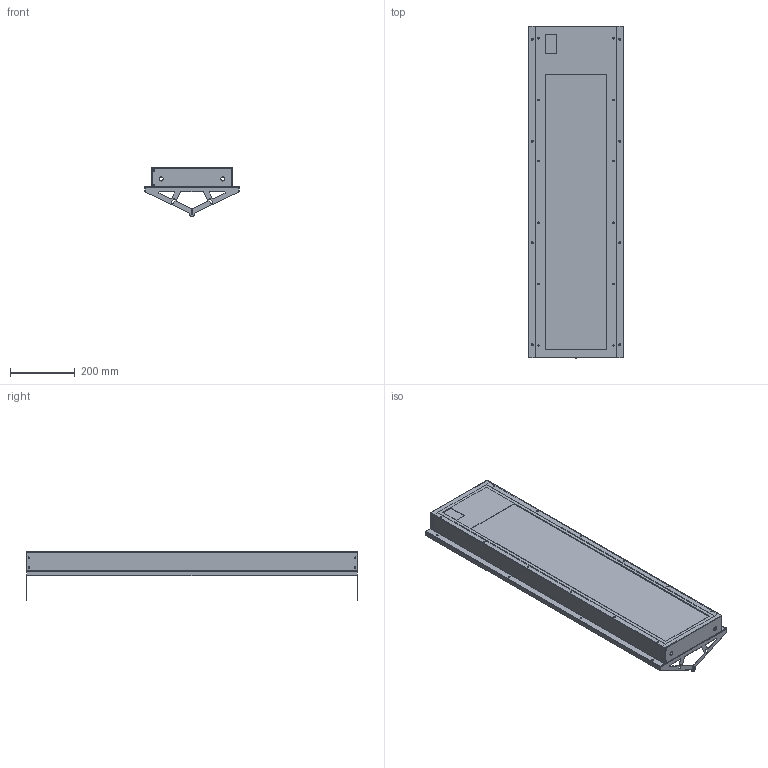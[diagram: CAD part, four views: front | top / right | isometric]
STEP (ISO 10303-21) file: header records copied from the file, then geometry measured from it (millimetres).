
FILE_DESCRIPTION (( 'STEP AP203' ), '1' );
FILE_NAME ('46009_LED_Hängeleuchte.STEP', '2023-05-16T10:51:08', ( '' ), ( '' ), 'SwSTEP 2.0', 'SolidWorks 2019', '' );
FILE_SCHEMA (( 'CONFIG_CONTROL_DESIGN' ));
Products named in the file (1): 46009_LED_Hängeleuchte
Bounding box: 290 x 1022.5 x 149.75 mm (x, y, z)
Surface area: 2582967.6 mm2 (no closed solid volume)
Topology: 0 solids, 15 shells, 3327 faces, 8793 edges, 5670 vertices
Faces by surface type: plane 2023, cylinder 891, bspline 265, cone 120, torus 20, sphere 8
Entity records: 118992 total; most frequent: CARTESIAN_POINT 38206, ORIENTED_EDGE 17486, DIRECTION 15420, EDGE_CURVE 8781, VECTOR 5888, LINE 5888, VERTEX_POINT 5670, AXIS2_PLACEMENT_3D 4766
